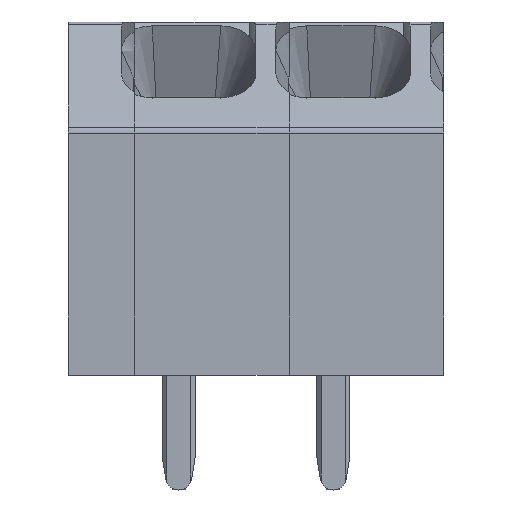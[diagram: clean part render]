
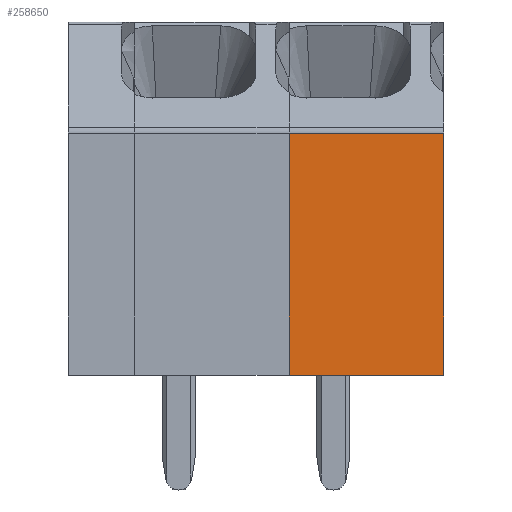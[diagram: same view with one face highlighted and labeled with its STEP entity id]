
A CAD part, front view. The second image highlights one B-rep face of the part: STEP entity #258650.
In plain terms, the highlighted face is planar.
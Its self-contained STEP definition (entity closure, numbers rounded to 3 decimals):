
#258260=CARTESIAN_POINT('',(-2.2,8.,6.4));
#258270=DIRECTION('',(1.,0.,0.));
#258280=DIRECTION('',(0.,0.,-1.));
#258290=AXIS2_PLACEMENT_3D('',#258260,#258270,#258280);
#258300=PLANE('',#258290);
#258310=CARTESIAN_POINT('',(-2.2,5.478,9.9));
#258320=DIRECTION('',(0.,0.,-1.));
#258330=VECTOR('',#258320,1.);
#258340=LINE('',#258310,#258330);
#258350=CARTESIAN_POINT('',(-2.2,5.478,9.9));
#258360=VERTEX_POINT('',#258350);
#258370=CARTESIAN_POINT('',(-2.2,5.478,6.4));
#258380=VERTEX_POINT('',#258370);
#258390=EDGE_CURVE('',#258360,#258380,#258340,.T.);
#258400=ORIENTED_EDGE('',*,*,#258390,.F.);
#258410=CARTESIAN_POINT('',(-2.2,0.262,6.4));
#258420=DIRECTION('',(0.,1.,0.));
#258430=VECTOR('',#258420,1.);
#258440=LINE('',#258410,#258430);
#258450=CARTESIAN_POINT('',(-2.2,0.,6.4));
#258460=VERTEX_POINT('',#258450);
#258470=EDGE_CURVE('',#258460,#258380,#258440,.T.);
#258480=ORIENTED_EDGE('',*,*,#258470,.T.);
#258490=CARTESIAN_POINT('',(-2.2,0.,6.4));
#258500=DIRECTION('',(0.,0.,1.));
#258510=VECTOR('',#258500,1.);
#258520=LINE('',#258490,#258510);
#258530=CARTESIAN_POINT('',(-2.2,0.,9.9));
#258540=VERTEX_POINT('',#258530);
#258550=EDGE_CURVE('',#258460,#258540,#258520,.T.);
#258560=ORIENTED_EDGE('',*,*,#258550,.F.);
#258570=CARTESIAN_POINT('',(-2.2,0.262,9.9));
#258580=DIRECTION('',(0.,1.,0.));
#258590=VECTOR('',#258580,1.);
#258600=LINE('',#258570,#258590);
#258610=EDGE_CURVE('',#258540,#258360,#258600,.T.);
#258620=ORIENTED_EDGE('',*,*,#258610,.F.);
#258630=EDGE_LOOP('',(#258620,#258560,#258480,#258400));
#258640=FACE_OUTER_BOUND('',#258630,.T.);
#258650=ADVANCED_FACE('',(#258640),#258300,.T.);
